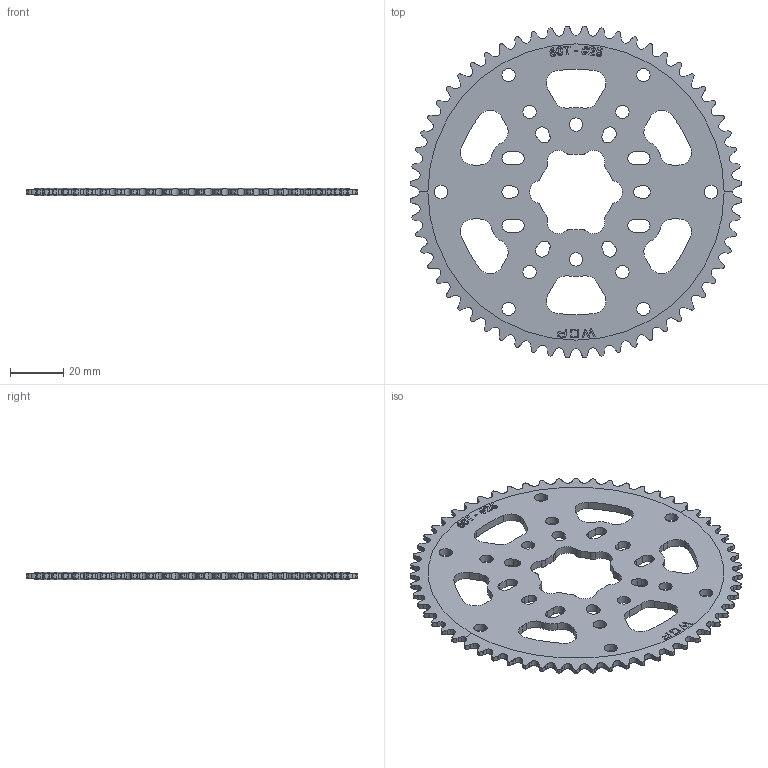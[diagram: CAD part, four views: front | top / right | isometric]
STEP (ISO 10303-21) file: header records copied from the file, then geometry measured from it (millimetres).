
FILE_DESCRIPTION (( 'STEP AP214' ), '1' );
FILE_NAME ('WCP-0970 Rev2.step', '2023-12-13T23:17:42', ( '' ), ( '' ), 'SwSTEP 2.0', 'SolidWorks 2022', '' );
FILE_SCHEMA (( 'AUTOMOTIVE_DESIGN' ));
Length unit declared in the file: inch
Products named in the file (1): WCP-0970 Rev2
Bounding box: 124.84 x 124.84 x 3 mm (x, y, z)
Volume: 25126.8 mm3; surface area: 21185.2 mm2
Topology: 1 solids, 1 shells, 830 faces, 2440 edges, 1626 vertices
Faces by surface type: cylinder 516, plane 270, bspline 40, cone 4
Entity records: 32246 total; most frequent: CARTESIAN_POINT 11693, ORIENTED_EDGE 4880, DIRECTION 3412, EDGE_CURVE 2440, VERTEX_POINT 1626, AXIS2_PLACEMENT_3D 1165, LINE 1082, VECTOR 1082
